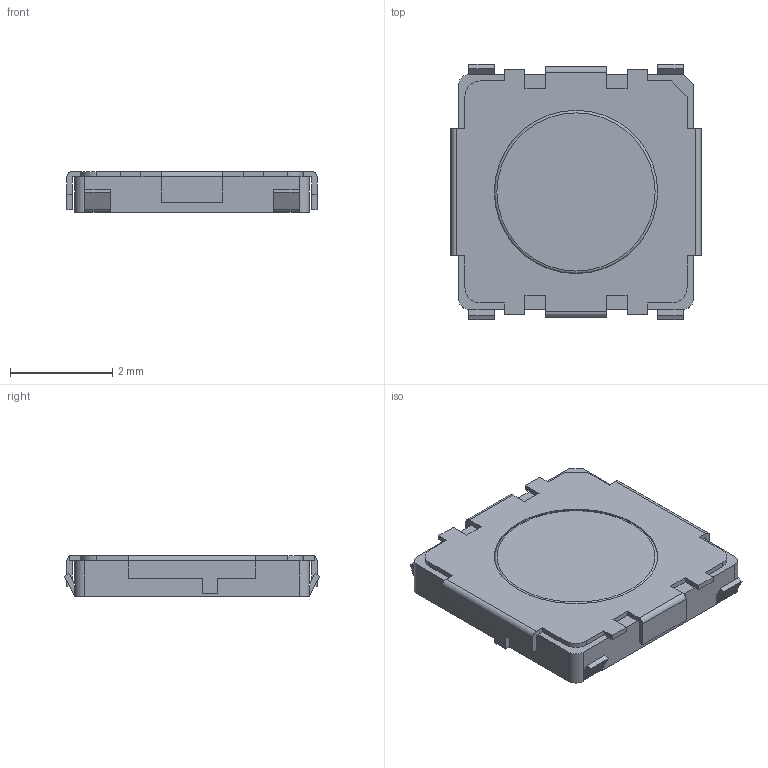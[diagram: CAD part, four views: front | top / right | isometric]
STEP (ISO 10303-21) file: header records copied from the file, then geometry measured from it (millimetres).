
FILE_DESCRIPTION(/* description */ ('model of SW_SPST_Panasonic_EVQPL_3PL_5PL_PT_A08'),/* implementation_level */ '2;1');
FILE_NAME(/* name */ 'SW_SPST_Panasonic_EVQPL_3PL_5PL_PT_A08.step',/* time_stamp */ '1970-01-01T00:00:00',/* author */ ('KiCAD','kicad'),/* organization */ ('OCCT'),/* preprocessor_version */ '',/* originating_system */ 'KiCAD',/* authorisation */ '');
FILE_SCHEMA(('AUTOMOTIVE_DESIGN { 1 0 10303 214 1 1 1 1 }'));
Length unit declared in the file: millimetre
Products named in the file (1): SW_SPST_Panasonic_EVQPL_3PL_5PL_PT_A08
Bounding box: 4.9 x 5 x 0.8 mm (x, y, z)
Volume: 17.2 mm3; surface area: 68.2 mm2
Topology: 1 solids, 1 shells, 125 faces, 345 edges, 223 vertices
Faces by surface type: plane 109, cylinder 15, torus 1
Full cylindrical faces by diameter (mm): 3.2 x1
Entity records: 2573 total; most frequent: ORIENTED_EDGE 517, EDGE_CURVE 345, CARTESIAN_POINT 335, LINE 237, VERTEX_POINT 223, AXIS2_PLACEMENT_3D 136, FACE_BOUND 126, EDGE_LOOP 126
